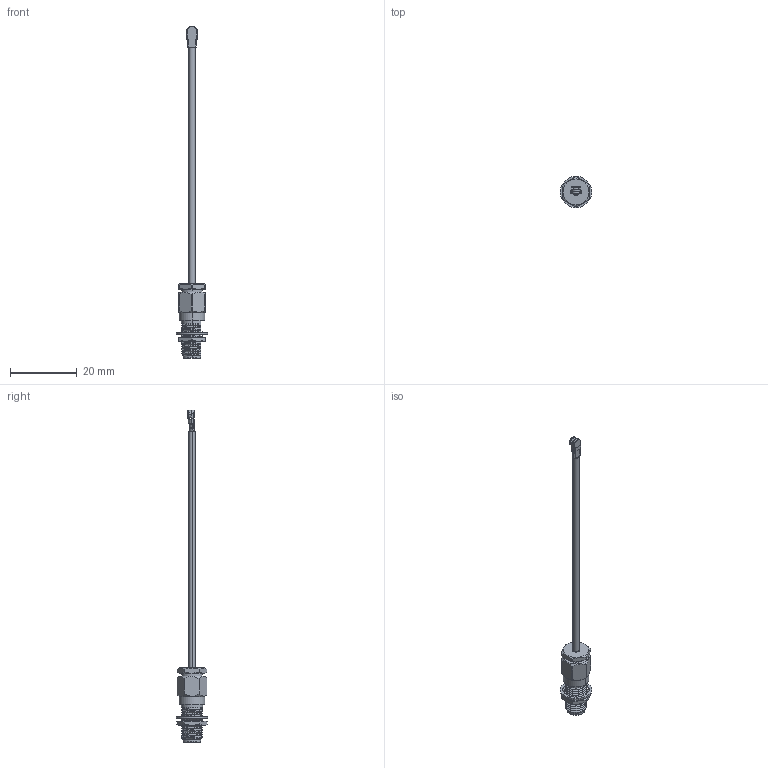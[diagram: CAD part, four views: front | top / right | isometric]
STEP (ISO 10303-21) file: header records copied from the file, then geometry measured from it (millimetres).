
FILE_DESCRIPTION (( 'STEP AP214' ), '1' );
FILE_NAME ('PE3C5075.STEP', '2018-01-17T18:33:56', ( '' ), ( '' ), 'SwSTEP 2.0', 'SolidWorks 2017', '' );
FILE_SCHEMA (( 'AUTOMOTIVE_DESIGN' ));
Length unit declared in the file: inch
Products named in the file (4): PE4421; Coax Cable_RG178B-U; PEUMCX; PE3C5075
Assembly tree (3 placements, depth 2):
  PE3C5075
    Coax Cable_RG178B-U
    PEUMCX
    PE4421
Bounding box: 9.4 x 9.4 x 99.75 mm (x, y, z)
Volume: 1076 mm3; surface area: 1619.2 mm2
Topology: 8 solids, 8 shells, 386 faces, 1018 edges, 667 vertices
Faces by surface type: cylinder 151, plane 108, bspline 88, cone 35, torus 4
Entity records: 30797 total; most frequent: CARTESIAN_POINT 20521, ORIENTED_EDGE 2036, DIRECTION 1535, EDGE_CURVE 1018, VERTEX_POINT 667, AXIS2_PLACEMENT_3D 565, EDGE_LOOP 413, LINE 405
